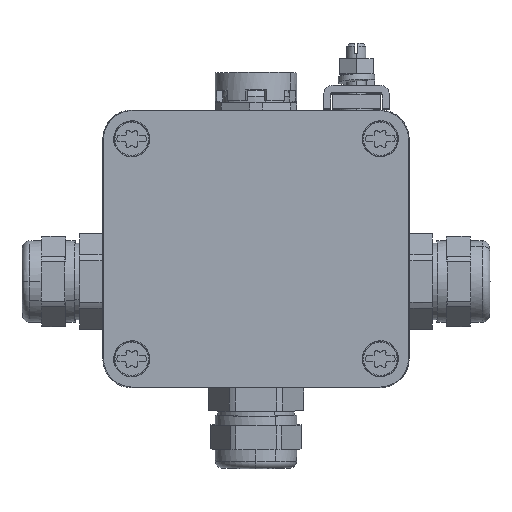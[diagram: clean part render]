
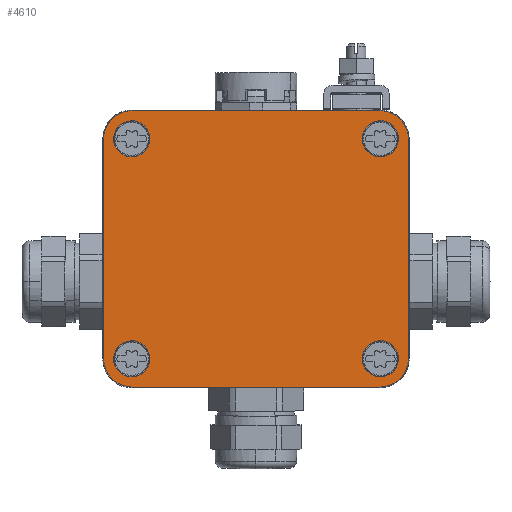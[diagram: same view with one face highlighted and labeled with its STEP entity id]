
A CAD part, top view. The second image highlights one B-rep face of the part: STEP entity #4610.
In plain terms, the highlighted planar face has unit normal (0, 0, 1).
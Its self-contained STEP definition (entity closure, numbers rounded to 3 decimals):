
#4526=AXIS2_PLACEMENT_3D('Plane Axis2P3D',#4523,#4524,#4525) ;
#4540=AXIS2_PLACEMENT_3D('Circle Axis2P3D',#4538,#4539,$) ;
#4549=AXIS2_PLACEMENT_3D('Circle Axis2P3D',#4547,#4548,$) ;
#4558=AXIS2_PLACEMENT_3D('Circle Axis2P3D',#4556,#4557,$) ;
#4567=AXIS2_PLACEMENT_3D('Circle Axis2P3D',#4565,#4566,$) ;
#4576=AXIS2_PLACEMENT_3D('Circle Axis2P3D',#4574,#4575,$) ;
#4585=AXIS2_PLACEMENT_3D('Circle Axis2P3D',#4583,#4584,$) ;
#4594=AXIS2_PLACEMENT_3D('Circle Axis2P3D',#4592,#4593,$) ;
#4603=AXIS2_PLACEMENT_3D('Circle Axis2P3D',#4601,#4602,$) ;
#3154=CARTESIAN_POINT('Line Origine',(17.032,45.875,34.)) ;
#3158=CARTESIAN_POINT('Vertex',(17.032,22.979,34.)) ;
#3160=CARTESIAN_POINT('Vertex',(17.032,68.771,34.)) ;
#3187=CARTESIAN_POINT('Control Point',(17.032,68.771,34.)) ;
#3188=CARTESIAN_POINT('Control Point',(17.032,70.656,34.)) ;
#3189=CARTESIAN_POINT('Control Point',(17.77,72.543,34.)) ;
#3190=CARTESIAN_POINT('Control Point',(19.26,74.033,34.)) ;
#3191=CARTESIAN_POINT('Control Point',(21.147,74.771,34.)) ;
#3192=CARTESIAN_POINT('Control Point',(23.031,74.771,34.)) ;
#3193=CARTESIAN_POINT('Vertex',(23.031,74.771,34.)) ;
#3214=CARTESIAN_POINT('Line Origine',(48.928,74.771,34.)) ;
#3218=CARTESIAN_POINT('Vertex',(74.824,74.771,34.)) ;
#3240=CARTESIAN_POINT('Control Point',(80.823,68.771,34.)) ;
#3241=CARTESIAN_POINT('Control Point',(80.823,70.656,34.)) ;
#3242=CARTESIAN_POINT('Control Point',(80.085,72.543,34.)) ;
#3243=CARTESIAN_POINT('Control Point',(78.595,74.033,34.)) ;
#3244=CARTESIAN_POINT('Control Point',(76.708,74.771,34.)) ;
#3245=CARTESIAN_POINT('Control Point',(74.824,74.771,34.)) ;
#3246=CARTESIAN_POINT('Vertex',(80.823,68.771,34.)) ;
#3267=CARTESIAN_POINT('Line Origine',(80.823,45.875,34.)) ;
#3271=CARTESIAN_POINT('Vertex',(80.823,22.979,34.)) ;
#3293=CARTESIAN_POINT('Control Point',(74.824,16.98,34.)) ;
#3294=CARTESIAN_POINT('Control Point',(76.708,16.98,34.)) ;
#3295=CARTESIAN_POINT('Control Point',(78.595,17.718,34.)) ;
#3296=CARTESIAN_POINT('Control Point',(80.085,19.208,34.)) ;
#3297=CARTESIAN_POINT('Control Point',(80.823,21.094,34.)) ;
#3298=CARTESIAN_POINT('Control Point',(80.823,22.979,34.)) ;
#3299=CARTESIAN_POINT('Vertex',(74.824,16.98,34.)) ;
#3320=CARTESIAN_POINT('Line Origine',(48.928,16.98,34.)) ;
#3324=CARTESIAN_POINT('Vertex',(23.031,16.98,34.)) ;
#3346=CARTESIAN_POINT('Control Point',(23.031,16.98,34.)) ;
#3347=CARTESIAN_POINT('Control Point',(21.147,16.98,34.)) ;
#3348=CARTESIAN_POINT('Control Point',(19.26,17.718,34.)) ;
#3349=CARTESIAN_POINT('Control Point',(17.77,19.208,34.)) ;
#3350=CARTESIAN_POINT('Control Point',(17.032,21.094,34.)) ;
#3351=CARTESIAN_POINT('Control Point',(17.032,22.979,34.)) ;
#4523=CARTESIAN_POINT('Axis2P3D Location',(80.823,25.875,34.)) ;
#4538=CARTESIAN_POINT('Axis2P3D Location',(22.928,22.875,34.)) ;
#4542=CARTESIAN_POINT('Vertex',(19.609,24.688,34.)) ;
#4544=CARTESIAN_POINT('Vertex',(26.246,21.062,34.)) ;
#4547=CARTESIAN_POINT('Axis2P3D Location',(22.928,22.875,34.)) ;
#4556=CARTESIAN_POINT('Axis2P3D Location',(74.928,22.875,34.)) ;
#4560=CARTESIAN_POINT('Vertex',(71.609,24.688,34.)) ;
#4562=CARTESIAN_POINT('Vertex',(78.246,21.062,34.)) ;
#4565=CARTESIAN_POINT('Axis2P3D Location',(74.928,22.875,34.)) ;
#4574=CARTESIAN_POINT('Axis2P3D Location',(74.928,68.875,34.)) ;
#4578=CARTESIAN_POINT('Vertex',(78.246,67.062,34.)) ;
#4580=CARTESIAN_POINT('Vertex',(71.609,70.688,34.)) ;
#4583=CARTESIAN_POINT('Axis2P3D Location',(74.928,68.875,34.)) ;
#4592=CARTESIAN_POINT('Axis2P3D Location',(22.928,68.875,34.)) ;
#4596=CARTESIAN_POINT('Vertex',(19.609,70.688,34.)) ;
#4598=CARTESIAN_POINT('Vertex',(26.246,67.062,34.)) ;
#4601=CARTESIAN_POINT('Axis2P3D Location',(22.928,68.875,34.)) ;
#3155=DIRECTION('Vector Direction',(0.,1.,0.)) ;
#3215=DIRECTION('Vector Direction',(-1.,0.,0.)) ;
#3268=DIRECTION('Vector Direction',(0.,1.,0.)) ;
#3321=DIRECTION('Vector Direction',(-1.,0.,0.)) ;
#4524=DIRECTION('Axis2P3D Direction',(0.,0.,-1.)) ;
#4525=DIRECTION('Axis2P3D XDirection',(-1.,0.,0.)) ;
#4539=DIRECTION('Axis2P3D Direction',(0.,0.,-1.)) ;
#4548=DIRECTION('Axis2P3D Direction',(0.,0.,-1.)) ;
#4557=DIRECTION('Axis2P3D Direction',(0.,0.,-1.)) ;
#4566=DIRECTION('Axis2P3D Direction',(0.,0.,-1.)) ;
#4575=DIRECTION('Axis2P3D Direction',(0.,0.,-1.)) ;
#4584=DIRECTION('Axis2P3D Direction',(0.,0.,-1.)) ;
#4593=DIRECTION('Axis2P3D Direction',(0.,0.,-1.)) ;
#4602=DIRECTION('Axis2P3D Direction',(0.,0.,-1.)) ;
#3156=VECTOR('Line Direction',#3155,1.) ;
#3216=VECTOR('Line Direction',#3215,1.) ;
#3269=VECTOR('Line Direction',#3268,1.) ;
#3322=VECTOR('Line Direction',#3321,1.) ;
#4529=ORIENTED_EDGE('',*,*,#3273,.T.) ;
#4530=ORIENTED_EDGE('',*,*,#3248,.F.) ;
#4531=ORIENTED_EDGE('',*,*,#3220,.T.) ;
#4532=ORIENTED_EDGE('',*,*,#3195,.F.) ;
#4533=ORIENTED_EDGE('',*,*,#3162,.F.) ;
#4534=ORIENTED_EDGE('',*,*,#3352,.F.) ;
#4535=ORIENTED_EDGE('',*,*,#3326,.F.) ;
#4536=ORIENTED_EDGE('',*,*,#3301,.F.) ;
#4553=ORIENTED_EDGE('',*,*,#4546,.F.) ;
#4554=ORIENTED_EDGE('',*,*,#4551,.F.) ;
#4571=ORIENTED_EDGE('',*,*,#4564,.F.) ;
#4572=ORIENTED_EDGE('',*,*,#4569,.F.) ;
#4589=ORIENTED_EDGE('',*,*,#4582,.F.) ;
#4590=ORIENTED_EDGE('',*,*,#4587,.F.) ;
#4607=ORIENTED_EDGE('',*,*,#4600,.F.) ;
#4608=ORIENTED_EDGE('',*,*,#4605,.F.) ;
#4555=FACE_BOUND('',#4552,.T.) ;
#4573=FACE_BOUND('',#4570,.T.) ;
#4591=FACE_BOUND('',#4588,.T.) ;
#4609=FACE_BOUND('',#4606,.T.) ;
#4610=ADVANCED_FACE('FBcon',(#4537,#4555,#4573,#4591,#4609),#4527,.F.) ;
#3186=B_SPLINE_CURVE_WITH_KNOTS('',5,(#3187,#3188,#3189,#3190,#3191,#3192),.UNSPECIFIED.,.F.,.U.,(6,6),(0.,13.327),.UNSPECIFIED.) ;
#3239=B_SPLINE_CURVE_WITH_KNOTS('',5,(#3240,#3241,#3242,#3243,#3244,#3245),.UNSPECIFIED.,.F.,.U.,(6,6),(0.,13.327),.UNSPECIFIED.) ;
#3292=B_SPLINE_CURVE_WITH_KNOTS('',5,(#3293,#3294,#3295,#3296,#3297,#3298),.UNSPECIFIED.,.F.,.U.,(6,6),(0.,13.327),.UNSPECIFIED.) ;
#3345=B_SPLINE_CURVE_WITH_KNOTS('',5,(#3346,#3347,#3348,#3349,#3350,#3351),.UNSPECIFIED.,.F.,.U.,(6,6),(0.,13.327),.UNSPECIFIED.) ;
#4541=CIRCLE('generated circle',#4540,3.781) ;
#4550=CIRCLE('generated circle',#4549,3.781) ;
#4559=CIRCLE('generated circle',#4558,3.781) ;
#4568=CIRCLE('generated circle',#4567,3.781) ;
#4577=CIRCLE('generated circle',#4576,3.781) ;
#4586=CIRCLE('generated circle',#4585,3.781) ;
#4595=CIRCLE('generated circle',#4594,3.781) ;
#4604=CIRCLE('generated circle',#4603,3.781) ;
#3162=EDGE_CURVE('',#3159,#3161,#3157,.T.) ;
#3195=EDGE_CURVE('',#3161,#3194,#3186,.T.) ;
#3220=EDGE_CURVE('',#3219,#3194,#3217,.T.) ;
#3248=EDGE_CURVE('',#3219,#3247,#3239,.F.) ;
#3273=EDGE_CURVE('',#3272,#3247,#3270,.T.) ;
#3301=EDGE_CURVE('',#3272,#3300,#3292,.F.) ;
#3326=EDGE_CURVE('',#3300,#3325,#3323,.T.) ;
#3352=EDGE_CURVE('',#3325,#3159,#3345,.T.) ;
#4546=EDGE_CURVE('',#4543,#4545,#4541,.F.) ;
#4551=EDGE_CURVE('',#4545,#4543,#4550,.F.) ;
#4564=EDGE_CURVE('',#4561,#4563,#4559,.F.) ;
#4569=EDGE_CURVE('',#4563,#4561,#4568,.F.) ;
#4582=EDGE_CURVE('',#4579,#4581,#4577,.F.) ;
#4587=EDGE_CURVE('',#4581,#4579,#4586,.F.) ;
#4600=EDGE_CURVE('',#4597,#4599,#4595,.F.) ;
#4605=EDGE_CURVE('',#4599,#4597,#4604,.F.) ;
#4528=EDGE_LOOP('',(#4529,#4530,#4531,#4532,#4533,#4534,#4535,#4536)) ;
#4552=EDGE_LOOP('',(#4553,#4554)) ;
#4570=EDGE_LOOP('',(#4571,#4572)) ;
#4588=EDGE_LOOP('',(#4589,#4590)) ;
#4606=EDGE_LOOP('',(#4607,#4608)) ;
#4537=FACE_OUTER_BOUND('',#4528,.T.) ;
#3157=LINE('Line',#3154,#3156) ;
#3217=LINE('Line',#3214,#3216) ;
#3270=LINE('Line',#3267,#3269) ;
#3323=LINE('Line',#3320,#3322) ;
#4527=PLANE('',#4526) ;
#3159=VERTEX_POINT('',#3158) ;
#3161=VERTEX_POINT('',#3160) ;
#3194=VERTEX_POINT('',#3193) ;
#3219=VERTEX_POINT('',#3218) ;
#3247=VERTEX_POINT('',#3246) ;
#3272=VERTEX_POINT('',#3271) ;
#3300=VERTEX_POINT('',#3299) ;
#3325=VERTEX_POINT('',#3324) ;
#4543=VERTEX_POINT('',#4542) ;
#4545=VERTEX_POINT('',#4544) ;
#4561=VERTEX_POINT('',#4560) ;
#4563=VERTEX_POINT('',#4562) ;
#4579=VERTEX_POINT('',#4578) ;
#4581=VERTEX_POINT('',#4580) ;
#4597=VERTEX_POINT('',#4596) ;
#4599=VERTEX_POINT('',#4598) ;
